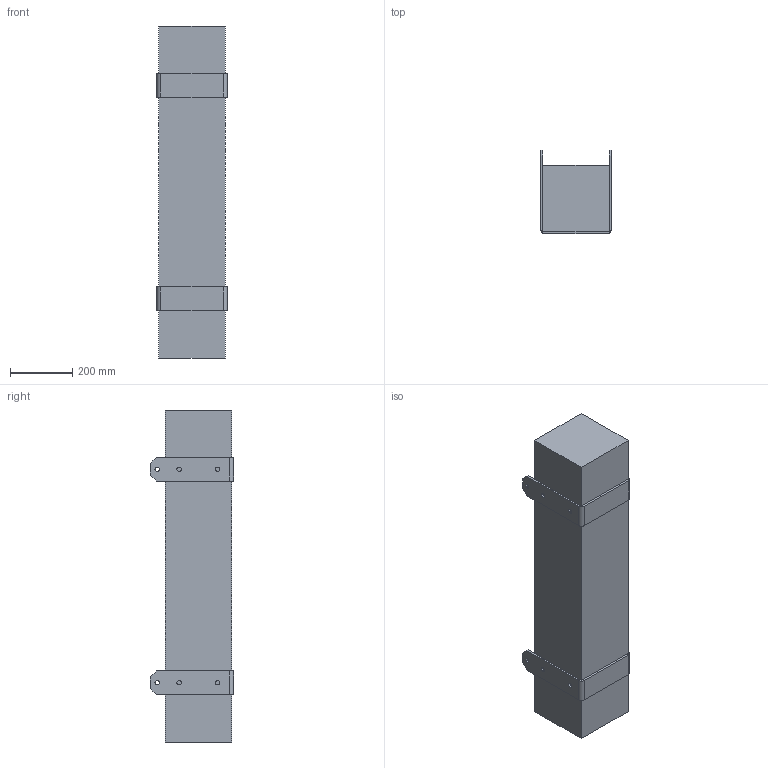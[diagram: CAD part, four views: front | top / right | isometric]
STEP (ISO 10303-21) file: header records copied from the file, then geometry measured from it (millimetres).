
FILE_DESCRIPTION(/* description */ (''),/* implementation_level */ '2;1');
FILE_NAME(/* name */ 'Assembly-Lampe.stp',/* time_stamp */ '2019-02-04T10:31:30-05:00',/* author */ ('ub0303v'),/* organization */ (''),/* preprocessor_version */ 'ST-DEVELOPER v15.2',/* originating_system */ 'Autodesk Inventor 2014',/* authorisation */ '');
FILE_SCHEMA (('AUTOMOTIVE_DESIGN { 1 0 10303 214 3 1 1 }'));
Products named in the file (3): Lampe1; Bracket_Simon-Cloutier-1; Assembly-Lampe
Bounding box: 225.43 x 266.7 x 1066.8 mm (x, y, z)
Volume: 36096520.2 mm3; surface area: 1498270.5 mm2
Topology: 3 solids, 3 shells, 75 faces, 172 edges, 104 vertices
Faces by surface type: plane 55, cylinder 20
Full cylindrical faces by diameter (mm): 14.287 x12
Entity records: 1267 total; most frequent: DIRECTION 210, CARTESIAN_POINT 201, ORIENTED_EDGE 184, EDGE_CURVE 92, LINE 72, VECTOR 72, AXIS2_PLACEMENT_3D 69, EDGE_LOOP 62
